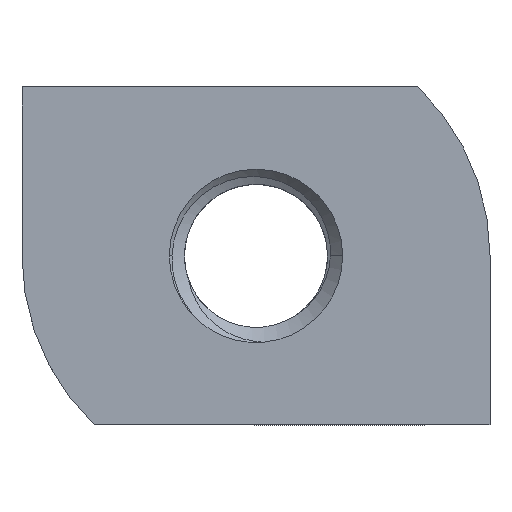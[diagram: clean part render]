
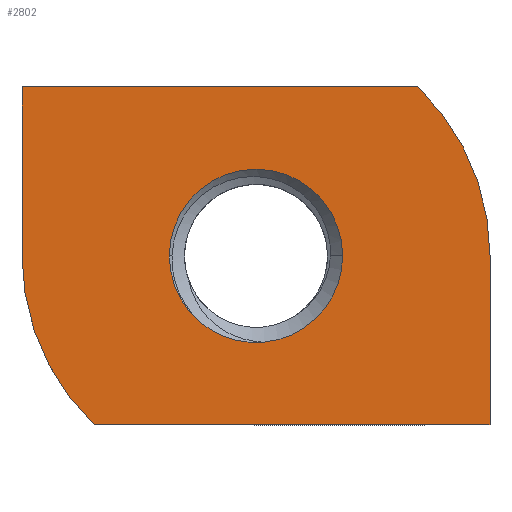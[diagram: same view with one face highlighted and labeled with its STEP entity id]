
A CAD part, top view. The second image highlights one B-rep face of the part: STEP entity #2802.
In plain terms, the highlighted planar face has unit normal (0, 0, 1).
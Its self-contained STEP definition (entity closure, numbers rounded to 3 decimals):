
#1 = EDGE_LOOP ( 'NONE', ( #1935, #1529, #1707, #2252, #579, #2716 ) ) ;
#166 = AXIS2_PLACEMENT_3D ( 'NONE', #2354, #3507, #339 ) ;
#188 = EDGE_CURVE ( 'NONE', #3160, #361, #533, .T. ) ;
#216 = LINE ( 'NONE', #611, #2473 ) ;
#339 = DIRECTION ( 'NONE',  ( 1., 0., 0. ) ) ;
#361 = VERTEX_POINT ( 'NONE', #1790 ) ;
#374 = DIRECTION ( 'NONE',  ( 0., 0., -1. ) ) ;
#379 = DIRECTION ( 'NONE',  ( 1., 0., 0. ) ) ;
#411 = CARTESIAN_POINT ( 'NONE',  ( 0., 25.5, -8.75 ) ) ;
#438 = CARTESIAN_POINT ( 'NONE',  ( 5.4, 21.6, -8.75 ) ) ;
#533 = CIRCLE ( 'NONE', #166, 2. ) ;
#545 = VERTEX_POINT ( 'NONE', #2451 ) ;
#562 = CIRCLE ( 'NONE', #2167, 5.4 ) ;
#569 = VECTOR ( 'NONE', #650, 1000. ) ;
#579 = ORIENTED_EDGE ( 'NONE', *, *, #1318, .F. ) ;
#611 = CARTESIAN_POINT ( 'NONE',  ( 5.4, 0., -8.75 ) ) ;
#647 = DIRECTION ( 'NONE',  ( 1., 0., 0. ) ) ;
#650 = DIRECTION ( 'NONE',  ( 1., 0., 0. ) ) ;
#680 = EDGE_CURVE ( 'NONE', #361, #1439, #2242, .T. ) ;
#800 = DIRECTION ( 'NONE',  ( 1., 0., 0. ) ) ;
#888 = AXIS2_PLACEMENT_3D ( 'NONE', #2506, #3661, #1934 ) ;
#1017 = EDGE_CURVE ( 'NONE', #1901, #3385, #1434, .T. ) ;
#1024 = AXIS2_PLACEMENT_3D ( 'NONE', #2048, #374, #2671 ) ;
#1071 = DIRECTION ( 'NONE',  ( 0., 0., 1. ) ) ;
#1086 = PLANE ( 'NONE',  #2030 ) ;
#1117 = DIRECTION ( 'NONE',  ( 0., -1., 0. ) ) ;
#1283 = DIRECTION ( 'NONE',  ( 1., 0., 0. ) ) ;
#1318 = EDGE_CURVE ( 'NONE', #2567, #1527, #1350, .T. ) ;
#1340 = EDGE_CURVE ( 'NONE', #1439, #545, #3117, .T. ) ;
#1350 = LINE ( 'NONE', #2387, #569 ) ;
#1392 = CIRCLE ( 'NONE', #2751, 2. ) ;
#1434 = CIRCLE ( 'NONE', #2402, 5.4 ) ;
#1439 = VERTEX_POINT ( 'NONE', #1822 ) ;
#1450 = EDGE_CURVE ( 'NONE', #1901, #3472, #3458, .T. ) ;
#1494 = DIRECTION ( 'NONE',  ( 0., 0., -1. ) ) ;
#1515 = FACE_OUTER_BOUND ( 'NONE', #1, .T. ) ;
#1527 = VERTEX_POINT ( 'NONE', #1884 ) ;
#1529 = ORIENTED_EDGE ( 'NONE', *, *, #1450, .T. ) ;
#1573 = CARTESIAN_POINT ( 'NONE',  ( -5.4, 29.4, -8.75 ) ) ;
#1591 = CARTESIAN_POINT ( 'NONE',  ( 0., 21.6, -8.75 ) ) ;
#1605 = DIRECTION ( 'NONE',  ( 1., 0., 0. ) ) ;
#1686 = EDGE_CURVE ( 'NONE', #3472, #3337, #216, .T. ) ;
#1707 = ORIENTED_EDGE ( 'NONE', *, *, #1686, .T. ) ;
#1790 = CARTESIAN_POINT ( 'NONE',  ( -1.295, 23.976, -8.75 ) ) ;
#1795 = CARTESIAN_POINT ( 'NONE',  ( 0., 25.5, -8.75 ) ) ;
#1822 = CARTESIAN_POINT ( 'NONE',  ( -2., 25.5, -8.75 ) ) ;
#1884 = CARTESIAN_POINT ( 'NONE',  ( 3.735, 29.4, -8.75 ) ) ;
#1901 = VERTEX_POINT ( 'NONE', #2146 ) ;
#1934 = DIRECTION ( 'NONE',  ( 1., 0., 0. ) ) ;
#1935 = ORIENTED_EDGE ( 'NONE', *, *, #1017, .F. ) ;
#1963 = VECTOR ( 'NONE', #1117, 1000. ) ;
#1969 = ORIENTED_EDGE ( 'NONE', *, *, #1340, .T. ) ;
#2030 = AXIS2_PLACEMENT_3D ( 'NONE', #2244, #1071, #800 ) ;
#2048 = CARTESIAN_POINT ( 'NONE',  ( 0., 25.5, -8.75 ) ) ;
#2095 = CARTESIAN_POINT ( 'NONE',  ( 0., 25.5, -8.75 ) ) ;
#2146 = CARTESIAN_POINT ( 'NONE',  ( -3.735, 21.6, -8.75 ) ) ;
#2167 = AXIS2_PLACEMENT_3D ( 'NONE', #1795, #1494, #647 ) ;
#2238 = FACE_BOUND ( 'NONE', #2848, .T. ) ;
#2242 = CIRCLE ( 'NONE', #888, 2. ) ;
#2244 = CARTESIAN_POINT ( 'NONE',  ( 0., 29.5, -8.75 ) ) ;
#2252 = ORIENTED_EDGE ( 'NONE', *, *, #3067, .F. ) ;
#2354 = CARTESIAN_POINT ( 'NONE',  ( 0., 25.5, -8.75 ) ) ;
#2387 = CARTESIAN_POINT ( 'NONE',  ( 0., 29.4, -8.75 ) ) ;
#2393 = DIRECTION ( 'NONE',  ( 0., 0., -1. ) ) ;
#2402 = AXIS2_PLACEMENT_3D ( 'NONE', #2095, #2393, #379 ) ;
#2451 = CARTESIAN_POINT ( 'NONE',  ( 2., 25.5, -8.75 ) ) ;
#2463 = CARTESIAN_POINT ( 'NONE',  ( 5.4, 25.5, -8.75 ) ) ;
#2473 = VECTOR ( 'NONE', #2629, 1000. ) ;
#2506 = CARTESIAN_POINT ( 'NONE',  ( 0., 25.5, -8.75 ) ) ;
#2526 = ORIENTED_EDGE ( 'NONE', *, *, #3324, .T. ) ;
#2567 = VERTEX_POINT ( 'NONE', #1573 ) ;
#2629 = DIRECTION ( 'NONE',  ( 0., 1., 0. ) ) ;
#2671 = DIRECTION ( 'NONE',  ( 1., 0., 0. ) ) ;
#2699 = DIRECTION ( 'NONE',  ( 0., 0., -1. ) ) ;
#2716 = ORIENTED_EDGE ( 'NONE', *, *, #2744, .T. ) ;
#2744 = EDGE_CURVE ( 'NONE', #2567, #3385, #3110, .T. ) ;
#2751 = AXIS2_PLACEMENT_3D ( 'NONE', #411, #2699, #1283 ) ;
#2802 = ADVANCED_FACE ( 'NONE', ( #1515, #2238 ), #1086, .T. ) ;
#2805 = ORIENTED_EDGE ( 'NONE', *, *, #188, .T. ) ;
#2835 = VECTOR ( 'NONE', #1605, 1000. ) ;
#2848 = EDGE_LOOP ( 'NONE', ( #2805, #3078, #1969, #2526 ) ) ;
#2855 = CARTESIAN_POINT ( 'NONE',  ( -5.4, 51., -8.75 ) ) ;
#3029 = CARTESIAN_POINT ( 'NONE',  ( -5.4, 25.5, -8.75 ) ) ;
#3067 = EDGE_CURVE ( 'NONE', #1527, #3337, #562, .T. ) ;
#3078 = ORIENTED_EDGE ( 'NONE', *, *, #680, .T. ) ;
#3110 = LINE ( 'NONE', #2855, #1963 ) ;
#3117 = CIRCLE ( 'NONE', #1024, 2. ) ;
#3160 = VERTEX_POINT ( 'NONE', #3231 ) ;
#3231 = CARTESIAN_POINT ( 'NONE',  ( 0.182, 23.508, -8.75 ) ) ;
#3324 = EDGE_CURVE ( 'NONE', #545, #3160, #1392, .T. ) ;
#3337 = VERTEX_POINT ( 'NONE', #2463 ) ;
#3385 = VERTEX_POINT ( 'NONE', #3029 ) ;
#3458 = LINE ( 'NONE', #1591, #2835 ) ;
#3472 = VERTEX_POINT ( 'NONE', #438 ) ;
#3507 = DIRECTION ( 'NONE',  ( 0., 0., -1. ) ) ;
#3661 = DIRECTION ( 'NONE',  ( 0., 0., -1. ) ) ;
